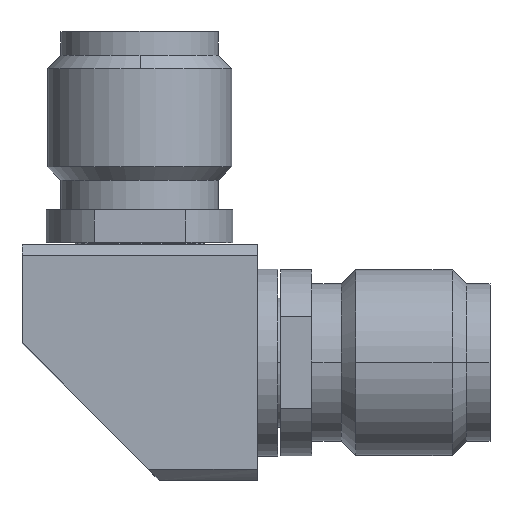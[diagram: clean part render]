
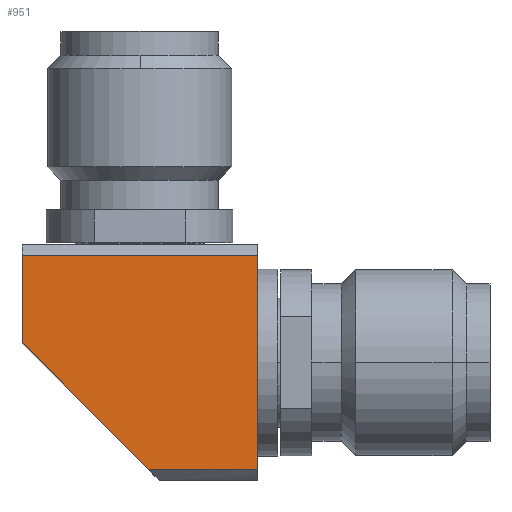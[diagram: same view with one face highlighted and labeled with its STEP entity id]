
A CAD part, top view. The second image highlights one B-rep face of the part: STEP entity #951.
In plain terms, the highlighted planar face has unit normal (0, 0, 1).
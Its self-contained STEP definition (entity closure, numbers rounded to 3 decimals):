
#77 = DIRECTION ( 'NONE',  ( 0.707, -0.707, 0. ) ) ;
#135 = EDGE_LOOP ( 'NONE', ( #1887, #1245, #1587, #1455, #1754 ) ) ;
#257 = PLANE ( 'NONE',  #987 ) ;
#271 = DIRECTION ( 'NONE',  ( 0., 0., 1. ) ) ;
#339 = VERTEX_POINT ( 'NONE', #2541 ) ;
#531 = LINE ( 'NONE', #542, #737 ) ;
#542 = CARTESIAN_POINT ( 'NONE',  ( 3.96, -3.96, 3.96 ) ) ;
#575 = EDGE_CURVE ( 'NONE', #1924, #1486, #1264, .T. ) ;
#592 = EDGE_CURVE ( 'NONE', #2149, #2090, #2136, .T. ) ;
#711 = CARTESIAN_POINT ( 'NONE',  ( 3.96, 3.597, 3.96 ) ) ;
#726 = VECTOR ( 'NONE', #2820, 1000. ) ;
#737 = VECTOR ( 'NONE', #999, 1000. ) ;
#914 = LINE ( 'NONE', #1570, #1546 ) ;
#951 = ADVANCED_FACE ( 'NONE', ( #1530 ), #257, .T. ) ;
#987 = AXIS2_PLACEMENT_3D ( 'NONE', #1516, #271, #2007 ) ;
#999 = DIRECTION ( 'NONE',  ( 0., -1., 0. ) ) ;
#1106 = EDGE_CURVE ( 'NONE', #339, #1924, #2036, .T. ) ;
#1118 = CARTESIAN_POINT ( 'NONE',  ( 0.297, -3.597, 3.96 ) ) ;
#1130 = CARTESIAN_POINT ( 'NONE',  ( -3.96, 3.597, 3.96 ) ) ;
#1152 = DIRECTION ( 'NONE',  ( 0., 1., 0. ) ) ;
#1168 = CARTESIAN_POINT ( 'NONE',  ( -3.96, 0.66, 3.96 ) ) ;
#1245 = ORIENTED_EDGE ( 'NONE', *, *, #575, .T. ) ;
#1264 = LINE ( 'NONE', #1721, #1538 ) ;
#1314 = CARTESIAN_POINT ( 'NONE',  ( -4., 3.597, 3.96 ) ) ;
#1455 = ORIENTED_EDGE ( 'NONE', *, *, #592, .F. ) ;
#1486 = VERTEX_POINT ( 'NONE', #2334 ) ;
#1516 = CARTESIAN_POINT ( 'NONE',  ( 0., 0., 3.96 ) ) ;
#1530 = FACE_OUTER_BOUND ( 'NONE', #135, .T. ) ;
#1538 = VECTOR ( 'NONE', #2378, 1000. ) ;
#1546 = VECTOR ( 'NONE', #1152, 1000. ) ;
#1570 = CARTESIAN_POINT ( 'NONE',  ( -3.96, 3.96, 3.96 ) ) ;
#1587 = ORIENTED_EDGE ( 'NONE', *, *, #2709, .F. ) ;
#1721 = CARTESIAN_POINT ( 'NONE',  ( 0., -3.597, 3.96 ) ) ;
#1754 = ORIENTED_EDGE ( 'NONE', *, *, #2555, .F. ) ;
#1887 = ORIENTED_EDGE ( 'NONE', *, *, #1106, .T. ) ;
#1924 = VERTEX_POINT ( 'NONE', #1118 ) ;
#2007 = DIRECTION ( 'NONE',  ( 1., 0., 0. ) ) ;
#2036 = LINE ( 'NONE', #1168, #2671 ) ;
#2090 = VERTEX_POINT ( 'NONE', #711 ) ;
#2136 = LINE ( 'NONE', #1314, #726 ) ;
#2149 = VERTEX_POINT ( 'NONE', #1130 ) ;
#2334 = CARTESIAN_POINT ( 'NONE',  ( 3.96, -3.597, 3.96 ) ) ;
#2378 = DIRECTION ( 'NONE',  ( 1., 0., 0. ) ) ;
#2541 = CARTESIAN_POINT ( 'NONE',  ( -3.96, 0.66, 3.96 ) ) ;
#2555 = EDGE_CURVE ( 'NONE', #339, #2149, #914, .T. ) ;
#2671 = VECTOR ( 'NONE', #77, 1000. ) ;
#2709 = EDGE_CURVE ( 'NONE', #2090, #1486, #531, .T. ) ;
#2820 = DIRECTION ( 'NONE',  ( 1., 0., 0. ) ) ;
